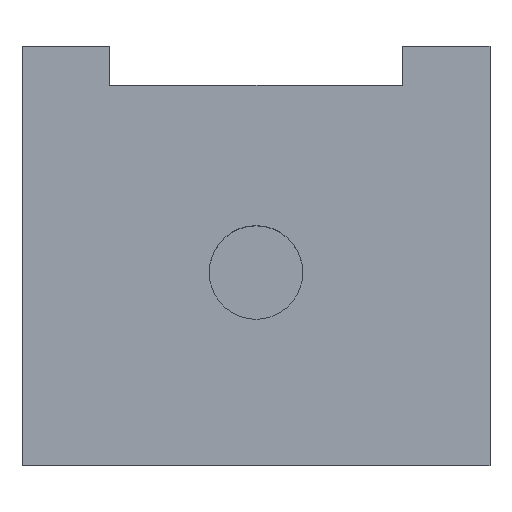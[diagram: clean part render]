
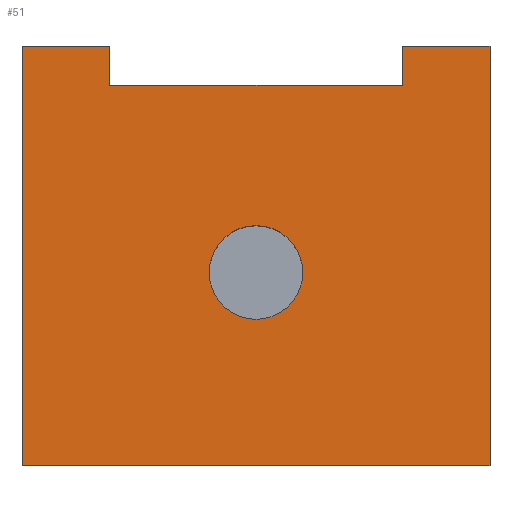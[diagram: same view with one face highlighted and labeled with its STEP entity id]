
A CAD part, top view. The second image highlights one B-rep face of the part: STEP entity #51.
In plain terms, the highlighted planar face has unit normal (0, 0, 1).
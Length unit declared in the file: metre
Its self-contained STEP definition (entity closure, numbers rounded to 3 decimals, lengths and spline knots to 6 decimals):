
#51 = ADVANCED_FACE( '', ( #105, #106 ), #107, .F. );
#105 = FACE_BOUND( '', #162, .T. );
#106 = FACE_OUTER_BOUND( '', #163, .T. );
#107 = PLANE( '', #164 );
#162 = EDGE_LOOP( '', ( #240 ) );
#163 = EDGE_LOOP( '', ( #241, #242, #243, #244, #245, #246, #247, #248 ) );
#164 = AXIS2_PLACEMENT_3D( '', #249, #250, #251 );
#240 = ORIENTED_EDGE( '', *, *, #347, .F. );
#241 = ORIENTED_EDGE( '', *, *, #344, .F. );
#242 = ORIENTED_EDGE( '', *, *, #348, .F. );
#243 = ORIENTED_EDGE( '', *, *, #349, .F. );
#244 = ORIENTED_EDGE( '', *, *, #350, .T. );
#245 = ORIENTED_EDGE( '', *, *, #323, .T. );
#246 = ORIENTED_EDGE( '', *, *, #351, .T. );
#247 = ORIENTED_EDGE( '', *, *, #352, .F. );
#248 = ORIENTED_EDGE( '', *, *, #329, .T. );
#249 = CARTESIAN_POINT( '', ( -0.59529, 0., 0.136 ) );
#250 = DIRECTION( '', ( 0., 0., -1. ) );
#251 = DIRECTION( '', ( -1., 0., 0. ) );
#323 = EDGE_CURVE( '', #373, #374, #375, .T. );
#329 = EDGE_CURVE( '', #385, #382, #386, .T. );
#344 = EDGE_CURVE( '', #406, #382, #409, .T. );
#347 = EDGE_CURVE( '', #412, #412, #413, .T. );
#348 = EDGE_CURVE( '', #414, #406, #415, .T. );
#349 = EDGE_CURVE( '', #416, #414, #417, .T. );
#350 = EDGE_CURVE( '', #416, #373, #418, .T. );
#351 = EDGE_CURVE( '', #374, #419, #420, .T. );
#352 = EDGE_CURVE( '', #385, #419, #421, .T. );
#373 = VERTEX_POINT( '', #446 );
#374 = VERTEX_POINT( '', #447 );
#375 = LINE( '', #448, #449 );
#382 = VERTEX_POINT( '', #459 );
#385 = VERTEX_POINT( '', #463 );
#386 = LINE( '', #464, #465 );
#406 = VERTEX_POINT( '', #491 );
#409 = LINE( '', #495, #496 );
#412 = VERTEX_POINT( '', #500 );
#413 = CIRCLE( '', #501, 0.008 );
#414 = VERTEX_POINT( '', #502 );
#415 = LINE( '', #503, #504 );
#416 = VERTEX_POINT( '', #505 );
#417 = LINE( '', #506, #507 );
#418 = LINE( '', #508, #509 );
#419 = VERTEX_POINT( '', #510 );
#420 = LINE( '', #511, #512 );
#421 = LINE( '', #513, #514 );
#446 = CARTESIAN_POINT( '', ( 0.02, -0.0325, 0.136 ) );
#447 = CARTESIAN_POINT( '', ( 0.1, -0.0325, 0.136 ) );
#448 = CARTESIAN_POINT( '', ( -0.59529, -0.0325, 0.136 ) );
#449 = VECTOR( '', #610, 1. );
#459 = CARTESIAN_POINT( '', ( 0.085, 0.0325, 0.136 ) );
#463 = CARTESIAN_POINT( '', ( 0.085, 0.0392, 0.136 ) );
#464 = CARTESIAN_POINT( '', ( 0.085, 0.0392, 0.136 ) );
#465 = VECTOR( '', #615, 1. );
#491 = CARTESIAN_POINT( '', ( 0.035, 0.0325, 0.136 ) );
#495 = CARTESIAN_POINT( '', ( -0.59529, 0.0325, 0.136 ) );
#496 = VECTOR( '', #632, 1. );
#500 = CARTESIAN_POINT( '', ( 0.068, 0.0005, 0.136 ) );
#501 = AXIS2_PLACEMENT_3D( '', #634, #635, #636 );
#502 = CARTESIAN_POINT( '', ( 0.035, 0.0392, 0.136 ) );
#503 = CARTESIAN_POINT( '', ( 0.035, 0.0392, 0.136 ) );
#504 = VECTOR( '', #637, 1. );
#505 = CARTESIAN_POINT( '', ( 0.02, 0.0392, 0.136 ) );
#506 = CARTESIAN_POINT( '', ( -0.59529, 0.0392, 0.136 ) );
#507 = VECTOR( '', #638, 1. );
#508 = CARTESIAN_POINT( '', ( 0.02, 0., 0.136 ) );
#509 = VECTOR( '', #639, 1. );
#510 = CARTESIAN_POINT( '', ( 0.1, 0.0392, 0.136 ) );
#511 = CARTESIAN_POINT( '', ( 0.1, 0., 0.136 ) );
#512 = VECTOR( '', #640, 1. );
#513 = CARTESIAN_POINT( '', ( -0.59529, 0.0392, 0.136 ) );
#514 = VECTOR( '', #641, 1. );
#610 = DIRECTION( '', ( 1., 0., 0. ) );
#615 = DIRECTION( '', ( 0., -1., 0. ) );
#632 = DIRECTION( '', ( 1., 0., 0. ) );
#634 = CARTESIAN_POINT( '', ( 0.06, 0.0005, 0.136 ) );
#635 = DIRECTION( '', ( 0., 0., 1. ) );
#636 = DIRECTION( '', ( 1., 0., 0. ) );
#637 = DIRECTION( '', ( 0., -1., 0. ) );
#638 = DIRECTION( '', ( 1., 0., 0. ) );
#639 = DIRECTION( '', ( 0., -1., 0. ) );
#640 = DIRECTION( '', ( 0., 1., 0. ) );
#641 = DIRECTION( '', ( 1., 0., 0. ) );
